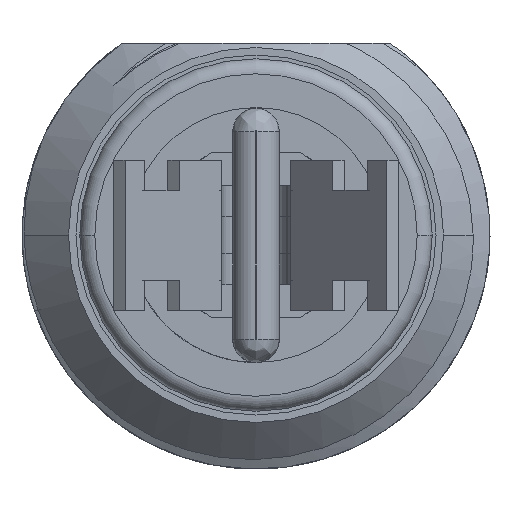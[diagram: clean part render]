
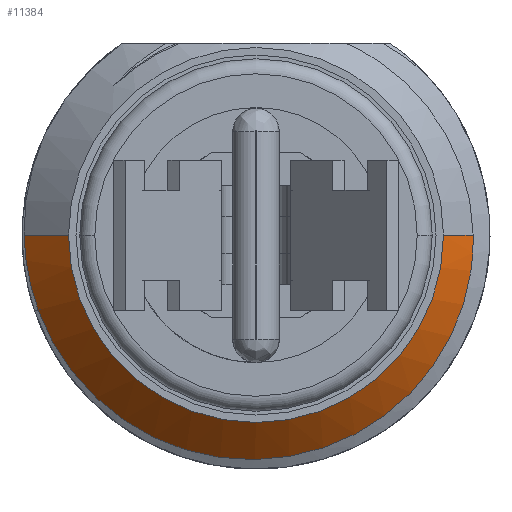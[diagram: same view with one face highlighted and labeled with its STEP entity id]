
A CAD part, front view. The second image highlights one B-rep face of the part: STEP entity #11384.
In plain terms, the highlighted conical face has half-angle 45 degrees and reference radius 3.551 mm.
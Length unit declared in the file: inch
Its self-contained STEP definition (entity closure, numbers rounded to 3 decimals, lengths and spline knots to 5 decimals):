
#21=CARTESIAN_POINT('',(0.,0.069,0.));
#22=DIRECTION('',(0.,-1.,0.));
#23=DIRECTION('',(-1.,0.,0.));
#24=AXIS2_PLACEMENT_3D('',#21,#22,#23);
#95=DIRECTION('',(-0.707,-0.707,0.));
#96=VECTOR('',#95,0.02799);
#97=CARTESIAN_POINT('',(0.14479,0.08879,0.));
#98=LINE('',#97,#96);
#99=DIRECTION('',(0.707,-0.707,0.));
#100=VECTOR('',#99,0.04189);
#101=CARTESIAN_POINT('',(-0.15462,0.09862,0.));
#102=LINE('',#101,#100);
#2303=CARTESIAN_POINT('',(-0.1452,0.09758,
-0.05003));
#2304=CARTESIAN_POINT('',(-0.14262,0.09743,
-0.05705));
#2305=CARTESIAN_POINT('',(-0.13644,0.09712,
-0.0707));
#2306=CARTESIAN_POINT('',(-0.1243,0.09666,
-0.08957));
#2307=CARTESIAN_POINT('',(-0.10959,0.09621,
-0.10641));
#2308=CARTESIAN_POINT('',(-0.09256,0.09575,
-0.12093));
#2309=CARTESIAN_POINT('',(-0.07374,0.09529,
-0.13273));
#2310=CARTESIAN_POINT('',(-0.0533,0.09483,
-0.14168));
#2311=CARTESIAN_POINT('',(-0.03198,0.09437,
-0.14748));
#2312=CARTESIAN_POINT('',(-0.01008,0.09391,
-0.15012));
#2313=CARTESIAN_POINT('',(0.0121,0.09345,
-0.14951));
#2314=CARTESIAN_POINT('',(0.03399,0.09299,
-0.14561));
#2315=CARTESIAN_POINT('',(0.05471,0.09253,
-0.13867));
#2316=CARTESIAN_POINT('',(0.07453,0.09206,
-0.12858));
#2317=CARTESIAN_POINT('',(0.09271,0.09159,
-0.11556));
#2318=CARTESIAN_POINT('',(0.10864,0.09112,
-0.10002));
#2319=CARTESIAN_POINT('',(0.12178,0.09066,
-0.08266));
#2320=CARTESIAN_POINT('',(0.13219,0.0902,
-0.0637));
#2321=CARTESIAN_POINT('',(0.13979,0.08973,
-0.04309));
#2322=CARTESIAN_POINT('',(0.1442,0.08926,
-0.02157));
#2323=CARTESIAN_POINT('',(0.14495,0.08895,
-0.00716));
#2324=CARTESIAN_POINT('',(0.14479,0.08879,0.));
#2326=CARTESIAN_POINT('',(-0.15462,0.09862,0.));
#2327=CARTESIAN_POINT('',(-0.1545,0.0985,
-0.0057));
#2328=CARTESIAN_POINT('',(-0.15364,0.09827,
-0.01707));
#2329=CARTESIAN_POINT('',(-0.15048,0.09793,
-0.03384));
#2330=CARTESIAN_POINT('',(-0.14716,0.09769,
-0.04471));
#2331=CARTESIAN_POINT('',(-0.1452,0.09758,
-0.05003));
#2395=CARTESIAN_POINT('',(-0.125,0.069,0.));
#2396=CARTESIAN_POINT('',(0.125,0.069,0.));
#2397=VERTEX_POINT('',#2395);
#2398=VERTEX_POINT('',#2396);
#2419=VERTEX_POINT('',#2303);
#2420=VERTEX_POINT('',#2324);
#2421=VERTEX_POINT('',#2326);
#11371=CARTESIAN_POINT('',(0.,0.08381,0.));
#11372=DIRECTION('',(0.,1.,0.));
#11373=DIRECTION('',(1.,0.,0.));
#11374=AXIS2_PLACEMENT_3D('',#11371,#11372,#11373);
#11375=CONICAL_SURFACE('',#11374,0.13981,45.);
#11377=ORIENTED_EDGE('',*,*,#11376,.F.);
#11378=ORIENTED_EDGE('',*,*,#10535,.F.);
#11379=ORIENTED_EDGE('',*,*,#2681,.T.);
#11380=ORIENTED_EDGE('',*,*,#2629,.T.);
#11381=ORIENTED_EDGE('',*,*,#2678,.F.);
#11382=EDGE_LOOP('',(#11377,#11378,#11379,#11380,#11381));
#11383=FACE_OUTER_BOUND('',#11382,.F.);
#11384=ADVANCED_FACE('',(#11383),#11375,.T.);
#25=CIRCLE('',#24,0.125);
#2325=B_SPLINE_CURVE_WITH_KNOTS('',3,(#2303,#2304,#2305,#2306,#2307,#2308,#2309,
#2310,#2311,#2312,#2313,#2314,#2315,#2316,#2317,#2318,#2319,#2320,#2321,#2322,
#2323,#2324),.UNSPECIFIED.,.F.,.F.,(4,1,1,1,1,1,1,1,1,1,1,1,1,1,1,1,1,1,1,4),(
0.,0.05263,0.10526,0.15789,0.21053,
0.26316,0.31579,0.36842,0.42105,
0.47368,0.52632,0.57895,0.63158,
0.68421,0.73684,0.78947,0.84211,
0.89474,0.94737,1.),.UNSPECIFIED.);
#2332=B_SPLINE_CURVE_WITH_KNOTS('',3,(#2326,#2327,#2328,#2329,#2330,#2331),
.UNSPECIFIED.,.F.,.F.,(4,1,1,4),(0.,0.33333,0.66667,1.),
.UNSPECIFIED.);
#2629=EDGE_CURVE('',#2397,#2398,#25,.T.);
#2678=EDGE_CURVE('',#2420,#2398,#98,.T.);
#2681=EDGE_CURVE('',#2421,#2397,#102,.T.);
#10535=EDGE_CURVE('',#2421,#2419,#2332,.T.);
#11376=EDGE_CURVE('',#2419,#2420,#2325,.T.);
